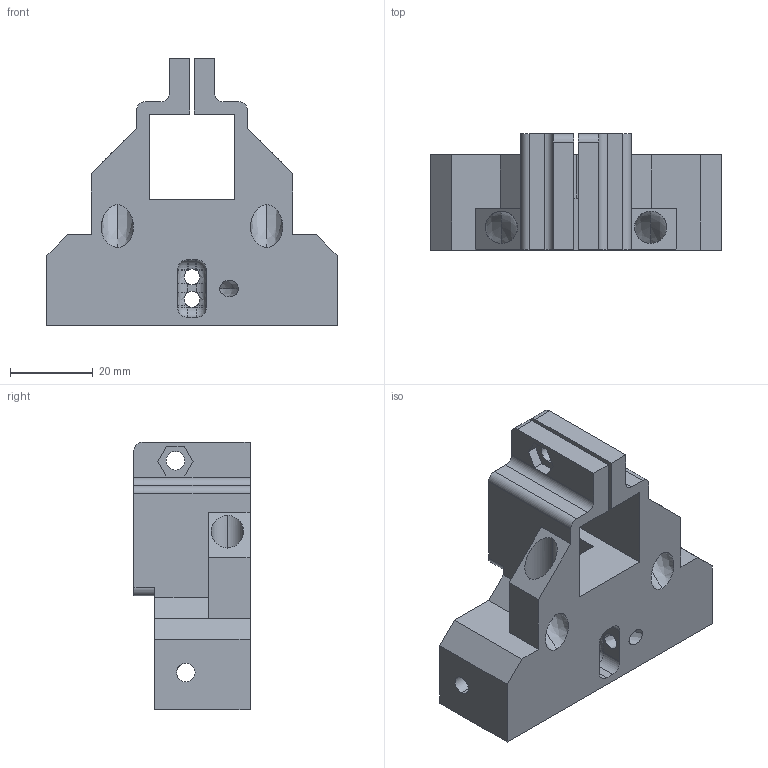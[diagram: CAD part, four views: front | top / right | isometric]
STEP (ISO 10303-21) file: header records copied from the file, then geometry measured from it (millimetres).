
FILE_DESCRIPTION (( 'STEP AP214' ), '1' );
FILE_NAME ('fixation_rayonnant rev8.STEP', '2025-11-07T08:55:00', ( '' ), ( '' ), 'SwSTEP 2.0', 'SolidWorks 2023', '' );
FILE_SCHEMA (( 'AUTOMOTIVE_DESIGN' ));
Length unit declared in the file: millimetre
Products named in the file (1): fixation_rayonnant rev8
Bounding box: 70 x 28 x 64.6 mm (x, y, z)
Volume: 41959.3 mm3; surface area: 17438.3 mm2
Topology: 1 solids, 1 shells, 134 faces, 373 edges, 238 vertices
Faces by surface type: plane 70, cylinder 47, bspline 11, sphere 4, cone 2
Entity records: 5487 total; most frequent: CARTESIAN_POINT 2025, ORIENTED_EDGE 738, DIRECTION 692, EDGE_CURVE 369, VERTEX_POINT 238, LINE 236, VECTOR 236, AXIS2_PLACEMENT_3D 228
